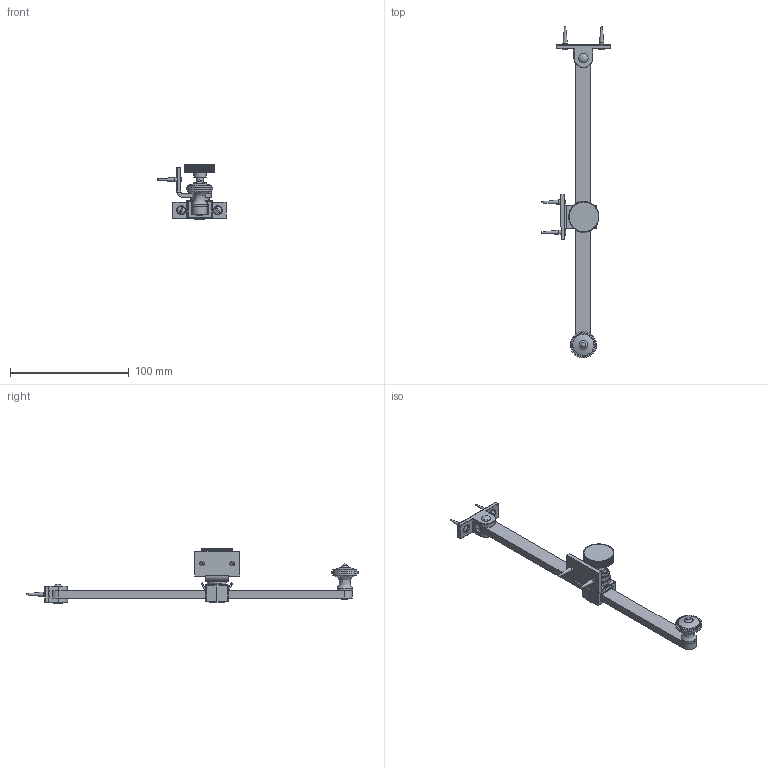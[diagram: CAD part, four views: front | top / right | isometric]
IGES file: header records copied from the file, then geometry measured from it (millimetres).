
Global section: file name: P4536-A; native system: Autodesk Inventor 2018; preprocessor: unknown; author: mblakey; date: 20180716.104732; units: millimetre
Bounding box: 57.83 x 279.41 x 45.95 mm (x, y, z)
Volume: 43004.8 mm3; surface area: 26421 mm2
Topology: 14 solids, 14 shells, 823 faces, 2298 edges, 1497 vertices
Faces by surface type: bspline 823
